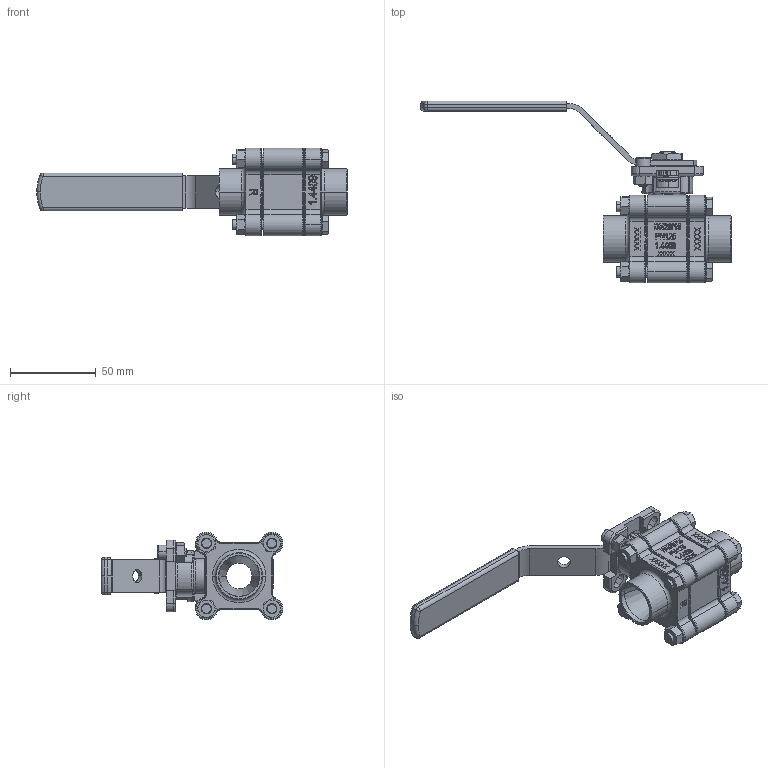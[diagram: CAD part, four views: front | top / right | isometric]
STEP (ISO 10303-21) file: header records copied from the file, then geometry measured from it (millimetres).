
FILE_DESCRIPTION (( 'STEP AP214' ), '1' );
FILE_NAME ('2704D.702R Typ A27D DN20 RB ISO BW.STEP', '2019-07-16T07:37:27', ( '' ), ( '' ), 'SwSTEP 2.0', 'SolidWorks 2017', '' );
FILE_SCHEMA (( 'AUTOMOTIVE_DESIGN' ));
Length unit declared in the file: millimetre
Products named in the file (1): 2704D.702R Typ A27D DN20 RB ISO BW
Bounding box: 181.45 x 106.31 x 51.18 mm (x, y, z)
Volume: 101644.5 mm3; surface area: 65974.2 mm2
Topology: 24 solids, 24 shells, 1451 faces, 3929 edges, 2564 vertices
Faces by surface type: plane 495, cylinder 375, bspline 206, cone 192, torus 177, sphere 6
Entity records: 74060 total; most frequent: CARTESIAN_POINT 22851, ORIENTED_EDGE 7738, DIRECTION 6686, EDGE_CURVE 3869, VERTEX_POINT 2564, AXIS2_PLACEMENT_3D 2503, VECTOR 1680, LINE 1680
